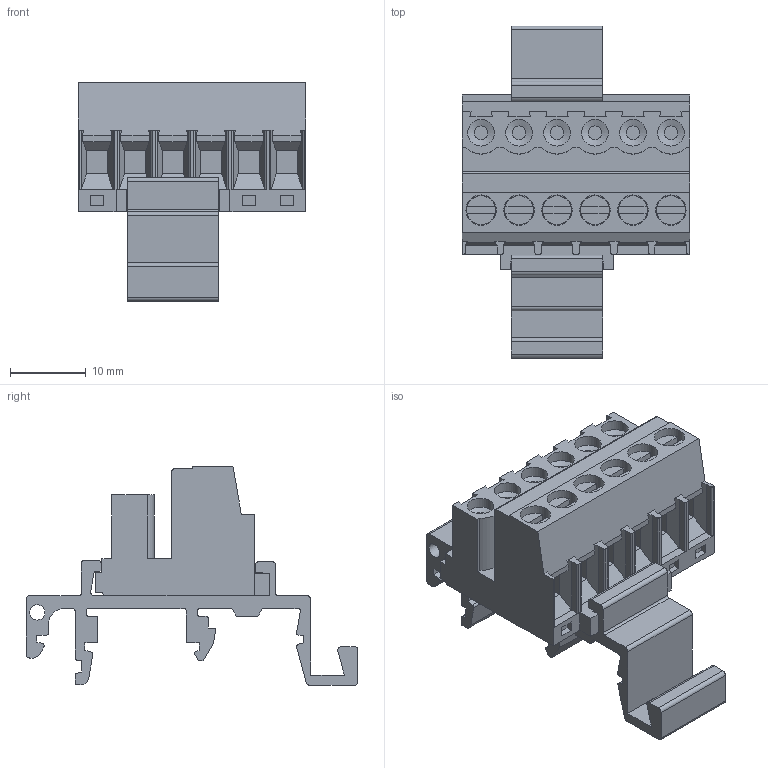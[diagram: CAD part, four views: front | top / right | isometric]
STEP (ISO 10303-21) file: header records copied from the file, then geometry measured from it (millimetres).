
FILE_DESCRIPTION(('STEP AP214'),'1');
FILE_NAME('SVR06-5-DR.stp','2021-02-15T14:26:26',(' '),(' '),'Spatial InterOp 3D',' ',' ');
FILE_SCHEMA(('AUTOMOTIVE_DESIGN { 1 0 10303 214 1 1 1 1 }'));
Length unit declared in the file: metre
Products named in the file (1): 1613399141
Bounding box: 30 x 43.7 x 28.8 mm (x, y, z)
Volume: 8814.2 mm3; surface area: 6945.6 mm2
Topology: 1 solids, 1 shells, 445 faces, 1185 edges, 775 vertices
Faces by surface type: plane 333, cylinder 97, cone 15
Full cylindrical faces by diameter (mm): 1.8 x6, 2 x1, 2.6 x6, 2.85 x2, 3.5 x6, 3.8 x6, 4 x6
Entity records: 16876 total; most frequent: CARTESIAN_POINT 2323, ORIENTED_EDGE 2240, DIRECTION 2225, EDGE_CURVE 1120, LINE 907, VECTOR 907, VERTEX_POINT 757, AXIS2_PLACEMENT_3D 659
